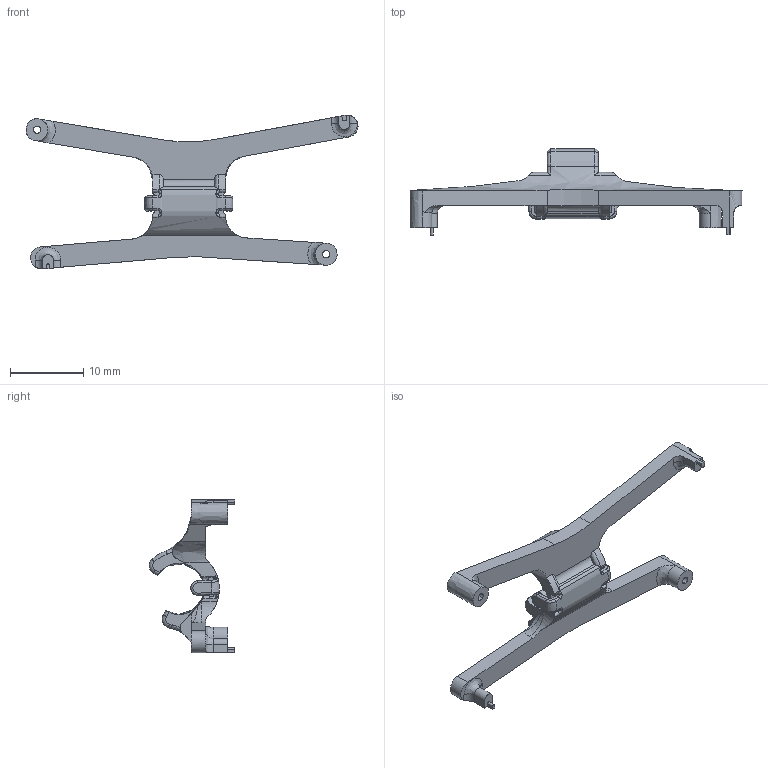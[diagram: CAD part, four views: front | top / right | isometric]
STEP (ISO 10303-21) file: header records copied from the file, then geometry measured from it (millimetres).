
FILE_DESCRIPTION(/* description */ (''),/* implementation_level */ '2;1');
FILE_NAME(/* name */ 'LOGI~5A0',/* time_stamp */ '2013-04-09T15:32:13+02:00',/* author */ (''),/* organization */ (''),/* preprocessor_version */ 'ST-DEVELOPER v14',/* originating_system */ '',/* authorisation */ '');
FILE_SCHEMA (('CONFIG_CONTROL_DESIGN'));
Length unit declared in the file: millimetre
Products named in the file (1): Document
Bounding box: 45.36 x 11.74 x 21.01 mm (x, y, z)
Volume: 1043 mm3; surface area: 1488.1 mm2
Topology: 2 solids, 2 shells, 205 faces, 539 edges, 333 vertices
Faces by surface type: bspline 132, plane 73
Entity records: 10512 total; most frequent: CARTESIAN_POINT 7279, ORIENTED_EDGE 1070, EDGE_CURVE 535, B_SPLINE_CURVE_WITH_KNOTS 335, VERTEX_POINT 333, EDGE_LOOP 208, ADVANCED_FACE 205, FACE_OUTER_BOUND 205
